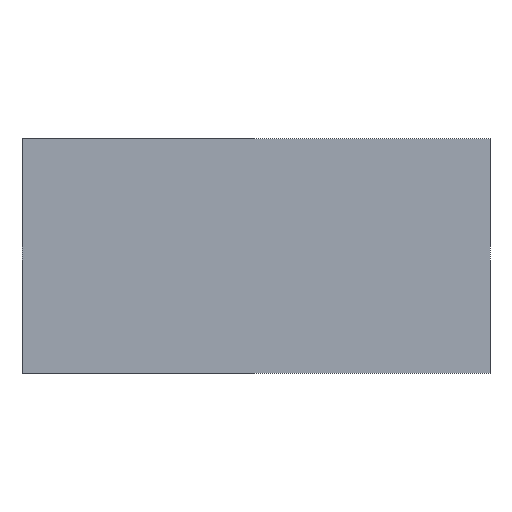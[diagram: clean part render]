
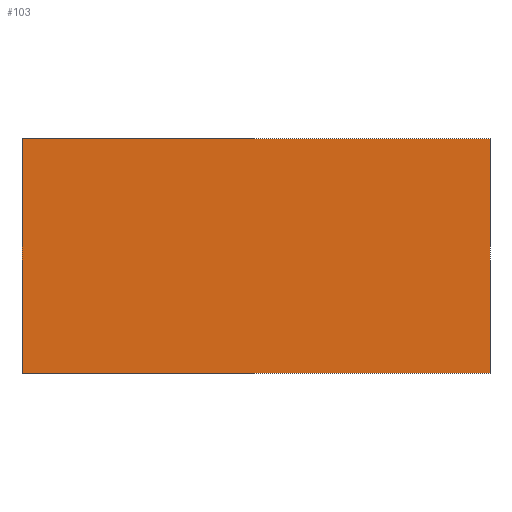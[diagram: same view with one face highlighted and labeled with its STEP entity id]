
A CAD part, left-side view. The second image highlights one B-rep face of the part: STEP entity #103.
In plain terms, the highlighted planar face has unit normal (-1, 0, 0).
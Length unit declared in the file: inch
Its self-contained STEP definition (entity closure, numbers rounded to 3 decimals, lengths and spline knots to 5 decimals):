
#1 = DIRECTION ( 'NONE',  ( 1., 0., 0. ) ) ;
#3 = EDGE_CURVE ( 'NONE', #79, #189, #161, .T. ) ;
#6 = VECTOR ( 'NONE', #121, 39.37008 ) ;
#9 = VERTEX_POINT ( 'NONE', #12 ) ;
#10 = PLANE ( 'NONE',  #200 ) ;
#11 = LINE ( 'NONE', #55, #77 ) ;
#12 = CARTESIAN_POINT ( 'NONE',  ( 0., 4., 0. ) ) ;
#13 = VERTEX_POINT ( 'NONE', #195 ) ;
#22 = DIRECTION ( 'NONE',  ( 0., 0., -1. ) ) ;
#27 = ORIENTED_EDGE ( 'NONE', *, *, #241, .F. ) ;
#55 = CARTESIAN_POINT ( 'NONE',  ( 0., 0., 0. ) ) ;
#57 = FACE_OUTER_BOUND ( 'NONE', #249, .T. ) ;
#59 = CARTESIAN_POINT ( 'NONE',  ( 0., 0., 2. ) ) ;
#76 = CARTESIAN_POINT ( 'NONE',  ( 0., 0., 2. ) ) ;
#77 = VECTOR ( 'NONE', #174, 39.37008 ) ;
#79 = VERTEX_POINT ( 'NONE', #233 ) ;
#82 = DIRECTION ( 'NONE',  ( 0., 0., -1. ) ) ;
#101 = CARTESIAN_POINT ( 'NONE',  ( 0., 0., 2. ) ) ;
#103 = ADVANCED_FACE ( 'NONE', ( #57 ), #10, .F. ) ;
#121 = DIRECTION ( 'NONE',  ( 0., -1., 0. ) ) ;
#129 = VECTOR ( 'NONE', #22, 39.37008 ) ;
#142 = DIRECTION ( 'NONE',  ( 0., 0., -1. ) ) ;
#145 = EDGE_CURVE ( 'NONE', #79, #9, #199, .T. ) ;
#157 = ORIENTED_EDGE ( 'NONE', *, *, #209, .T. ) ;
#161 = LINE ( 'NONE', #101, #6 ) ;
#165 = CARTESIAN_POINT ( 'NONE',  ( 0., 0., 2. ) ) ;
#174 = DIRECTION ( 'NONE',  ( 0., -1., 0. ) ) ;
#189 = VERTEX_POINT ( 'NONE', #165 ) ;
#192 = ORIENTED_EDGE ( 'NONE', *, *, #3, .F. ) ;
#195 = CARTESIAN_POINT ( 'NONE',  ( 0., 0., 0. ) ) ;
#199 = LINE ( 'NONE', #239, #129 ) ;
#200 = AXIS2_PLACEMENT_3D ( 'NONE', #76, #1, #82 ) ;
#209 = EDGE_CURVE ( 'NONE', #9, #13, #11, .T. ) ;
#225 = ORIENTED_EDGE ( 'NONE', *, *, #145, .T. ) ;
#229 = VECTOR ( 'NONE', #142, 39.37008 ) ;
#233 = CARTESIAN_POINT ( 'NONE',  ( 0., 4., 2. ) ) ;
#239 = CARTESIAN_POINT ( 'NONE',  ( 0., 4., 2. ) ) ;
#241 = EDGE_CURVE ( 'NONE', #189, #13, #256, .T. ) ;
#249 = EDGE_LOOP ( 'NONE', ( #157, #27, #192, #225 ) ) ;
#256 = LINE ( 'NONE', #59, #229 ) ;
